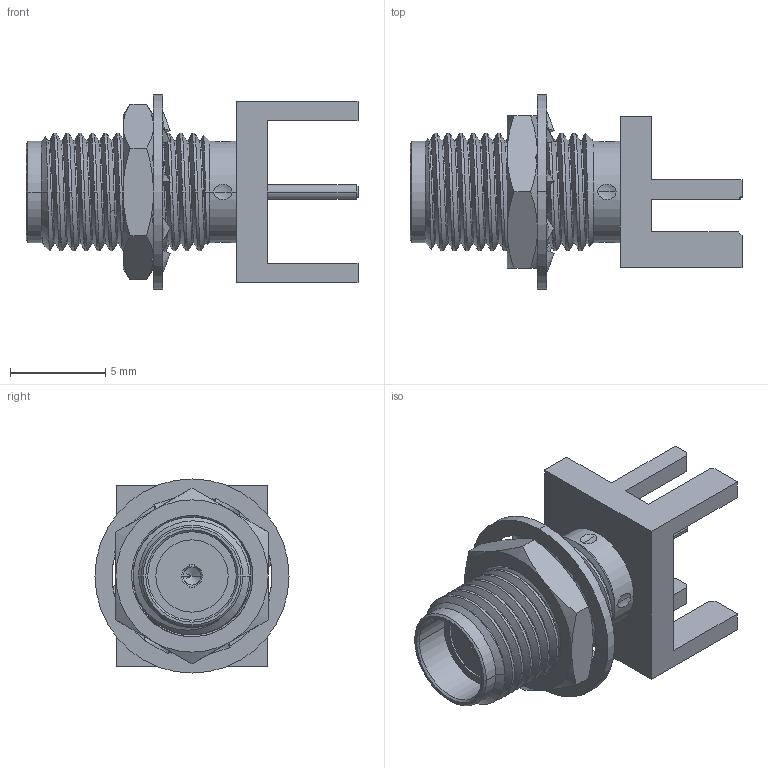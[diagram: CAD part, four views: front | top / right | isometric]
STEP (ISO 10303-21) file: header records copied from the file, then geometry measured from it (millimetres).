
FILE_DESCRIPTION(('FreeCAD Model'),'2;1');
FILE_NAME('Open CASCADE Shape Model','2021-05-28T21:11:24',( 'kicad StepUp'),('ksu MCAD'),'Open CASCADE STEP processor 7.5', 'FreeCAD','Unknown');
FILE_SCHEMA(('AUTOMOTIVE_DESIGN { 1 0 10303 214 1 1 1 1 }'));
Length unit declared in the file: millimetre
Products named in the file (1): 132289_SW0001
Bounding box: 17.45 x 10.2 x 10.2 mm (x, y, z)
Volume: 460.6 mm3; surface area: 882 mm2
Topology: 1 solids, 1 shells, 190 faces, 581 edges, 376 vertices
Faces by surface type: plane 53, cylinder 50, bspline 47, cone 32, sphere 8
Entity records: 14952 total; most frequent: CARTESIAN_POINT 8900, ORIENTED_EDGE 1142, DIRECTION 746, EDGE_CURVE 571, VERTEX_POINT 376, LINE 266, VECTOR 266, AXIS2_PLACEMENT_3D 240
